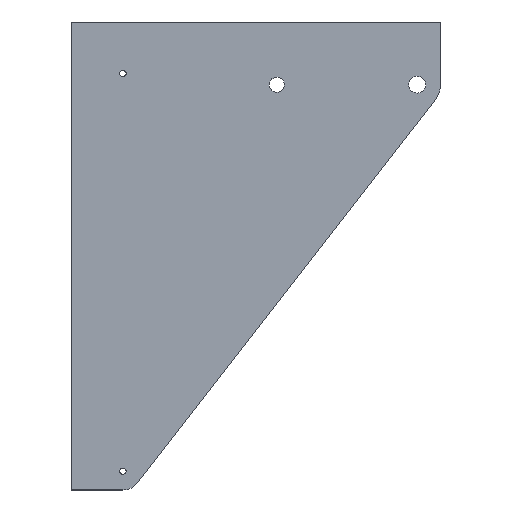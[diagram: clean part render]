
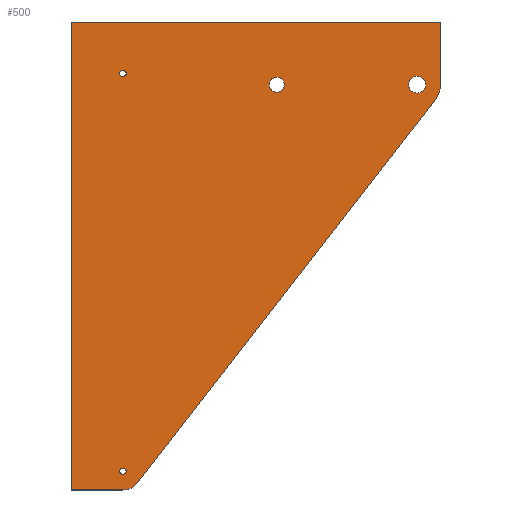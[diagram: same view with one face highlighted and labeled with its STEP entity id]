
A CAD part, top view. The second image highlights one B-rep face of the part: STEP entity #500.
In plain terms, the highlighted planar face has unit normal (0, 0, 1).
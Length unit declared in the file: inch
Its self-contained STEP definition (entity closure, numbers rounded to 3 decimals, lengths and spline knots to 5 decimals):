
#127=CARTESIAN_POINT('',(7.44999,-0.82677,0.));
#128=VERTEX_POINT('',#127);
#129=CARTESIAN_POINT('',(7.27299,-0.82677,0.0));
#130=DIRECTION('',(0.0,0.0,-1.0));
#131=DIRECTION('',(-1.0,0.0,0.0));
#132=AXIS2_PLACEMENT_3D('',#129,#130,#131);
#133=CIRCLE('',#132,0.177);
#134=EDGE_CURVE('',#128,#128,#133,.T.);
#195=CARTESIAN_POINT('',(1.01568,-0.59055,0.));
#196=VERTEX_POINT('',#195);
#197=CARTESIAN_POINT('',(1.08268,-0.59055,0.0));
#198=DIRECTION('',(0.0,0.0,1.0));
#199=DIRECTION('',(1.0,0.0,0.0));
#200=AXIS2_PLACEMENT_3D('',#197,#198,#199);
#201=CIRCLE('',#200,0.067);
#202=EDGE_CURVE('',#196,#196,#201,.T.);
#263=CARTESIAN_POINT('',(1.01568,-8.95669,0.));
#264=VERTEX_POINT('',#263);
#265=CARTESIAN_POINT('',(1.08268,-8.95669,0.0));
#266=DIRECTION('',(0.0,0.0,1.0));
#267=DIRECTION('',(1.0,0.0,0.0));
#268=AXIS2_PLACEMENT_3D('',#265,#266,#267);
#269=CIRCLE('',#268,0.067);
#270=EDGE_CURVE('',#264,#264,#269,.T.);
#294=CARTESIAN_POINT('',(4.47968,-0.82677,0.));
#295=VERTEX_POINT('',#294);
#296=CARTESIAN_POINT('',(4.32023,-0.82677,0.));
#297=DIRECTION('',(0.0,0.0,1.0));
#298=DIRECTION('',(-1.0,0.0,0.0));
#299=AXIS2_PLACEMENT_3D('',#296,#297,#298);
#300=CIRCLE('',#299,0.15945);
#301=EDGE_CURVE('',#295,#295,#300,.T.);
#389=CARTESIAN_POINT('',(7.66164,-1.12866,0.));
#390=VERTEX_POINT('',#389);
#398=CARTESIAN_POINT('',(7.76511,-0.82677,0.));
#399=VERTEX_POINT('',#398);
#406=CARTESIAN_POINT('',(7.27299,-0.82677,0.));
#407=DIRECTION('',(0.,0.,1.0));
#408=DIRECTION('',(-1.0,0.,0.));
#409=AXIS2_PLACEMENT_3D('',#406,#407,#408);
#410=CIRCLE('',#409,0.49213);
#411=EDGE_CURVE('',#390,#399,#410,.T.);
#421=CARTESIAN_POINT('',(7.76511,0.49213,0.));
#422=VERTEX_POINT('',#421);
#423=CARTESIAN_POINT('',(7.76511,-0.82677,0.));
#424=DIRECTION('',(0.0,1.0,0.0));
#425=VECTOR('',#424,1.3189);
#426=LINE('',#423,#425);
#427=EDGE_CURVE('',#399,#422,#426,.T.);
#440=CARTESIAN_POINT('',(6.63041,-1.74397,0.));
#441=DIRECTION('',(0.0,0.0,1.0));
#442=DIRECTION('',(1.0,0.0,0.0));
#443=AXIS2_PLACEMENT_3D('',#440,#441,#442);
#444=PLANE('',#443);
#445=ORIENTED_EDGE('',*,*,#427,.T.);
#446=CARTESIAN_POINT('',(0.,0.49213,0.));
#447=VERTEX_POINT('',#446);
#448=CARTESIAN_POINT('',(7.76511,0.49213,0.));
#449=DIRECTION('',(-1.0,0.0,0.0));
#450=VECTOR('',#449,7.76511);
#451=LINE('',#448,#450);
#452=EDGE_CURVE('',#422,#447,#451,.T.);
#453=ORIENTED_EDGE('',*,*,#452,.T.);
#454=CARTESIAN_POINT('',(0.,-9.35039,0.));
#455=VERTEX_POINT('',#454);
#456=CARTESIAN_POINT('',(0.,0.49213,0.));
#457=DIRECTION('',(0.0,-1.0,0.0));
#458=VECTOR('',#457,9.84252);
#459=LINE('',#456,#458);
#460=EDGE_CURVE('',#447,#455,#459,.T.);
#461=ORIENTED_EDGE('',*,*,#460,.T.);
#462=CARTESIAN_POINT('',(1.08268,-9.35039,0.));
#463=VERTEX_POINT('',#462);
#464=CARTESIAN_POINT('',(0.,-9.35039,0.));
#465=DIRECTION('',(1.0,0.0,0.0));
#466=VECTOR('',#465,1.08268);
#467=LINE('',#464,#466);
#468=EDGE_CURVE('',#455,#463,#467,.T.);
#469=ORIENTED_EDGE('',*,*,#468,.T.);
#470=CARTESIAN_POINT('',(1.3936,-9.1982,0.));
#471=VERTEX_POINT('',#470);
#472=CARTESIAN_POINT('',(1.08268,-8.95669,0.));
#473=DIRECTION('',(0.0,0.0,1.0));
#474=DIRECTION('',(0.0,-1.0,0.0));
#475=AXIS2_PLACEMENT_3D('',#472,#473,#474);
#476=CIRCLE('',#475,0.3937);
#477=EDGE_CURVE('',#463,#471,#476,.T.);
#478=ORIENTED_EDGE('',*,*,#477,.T.);
#479=CARTESIAN_POINT('',(1.3936,-9.1982,0.));
#480=DIRECTION('',(0.613,0.79,0.));
#481=VECTOR('',#480,10.21792);
#482=LINE('',#479,#481);
#483=EDGE_CURVE('',#471,#390,#482,.T.);
#484=ORIENTED_EDGE('',*,*,#483,.T.);
#485=ORIENTED_EDGE('',*,*,#411,.T.);
#486=EDGE_LOOP('',(#445,#453,#461,#469,#478,#484,#485));
#487=FACE_OUTER_BOUND('',#486,.T.);
#488=ORIENTED_EDGE('',*,*,#134,.T.);
#489=EDGE_LOOP('',(#488));
#490=FACE_BOUND('',#489,.T.);
#491=ORIENTED_EDGE('',*,*,#202,.F.);
#492=EDGE_LOOP('',(#491));
#493=FACE_BOUND('',#492,.T.);
#494=ORIENTED_EDGE('',*,*,#270,.F.);
#495=EDGE_LOOP('',(#494));
#496=FACE_BOUND('',#495,.T.);
#497=ORIENTED_EDGE('',*,*,#301,.F.);
#498=EDGE_LOOP('',(#497));
#499=FACE_BOUND('',#498,.T.);
#500=ADVANCED_FACE('',(#487,#490,#493,#496,#499),#444,.T.);
